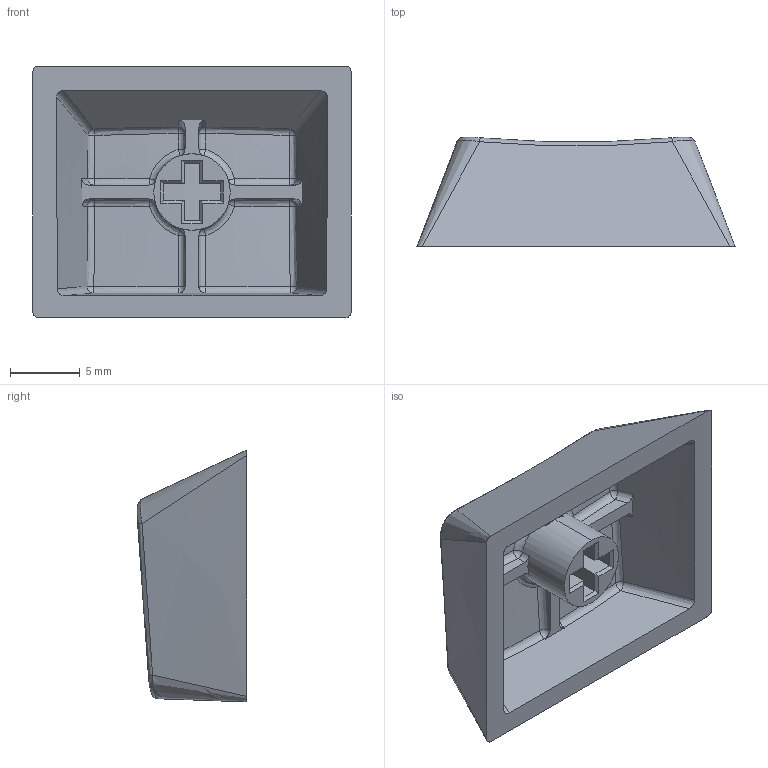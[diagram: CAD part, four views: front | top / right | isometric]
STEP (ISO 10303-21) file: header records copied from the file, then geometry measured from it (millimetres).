
FILE_DESCRIPTION (( 'STEP AP214' ), '1' );
FILE_NAME ('R2_125.STEP', '2023-01-18T21:12:31', ( '' ), ( '' ), 'SwSTEP 2.0', 'SolidWorks 2019', '' );
FILE_SCHEMA (( 'AUTOMOTIVE_DESIGN' ));
Length unit declared in the file: millimetre
Products named in the file (1): R2_125
Bounding box: 22.86 x 7.88 x 18.1 mm (x, y, z)
Volume: 1160 mm3; surface area: 1619.8 mm2
Topology: 1 solids, 1 shells, 126 faces, 298 edges, 172 vertices
Faces by surface type: bspline 50, plane 42, sphere 20, cylinder 14
Entity records: 4868 total; most frequent: CARTESIAN_POINT 2421, ORIENTED_EDGE 572, DIRECTION 395, EDGE_CURVE 286, VERTEX_POINT 164, AXIS2_PLACEMENT_3D 153, EDGE_LOOP 128, FACE_OUTER_BOUND 126
